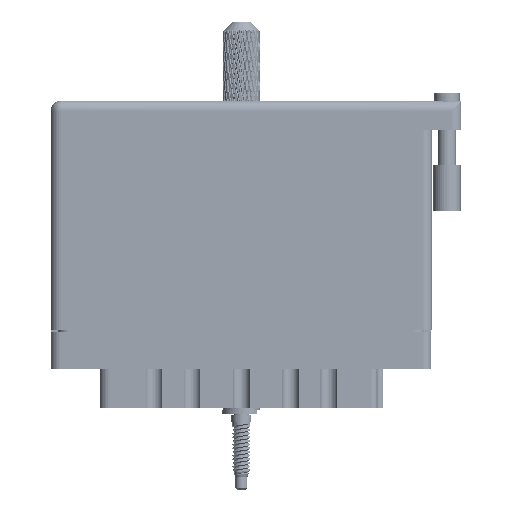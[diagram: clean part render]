
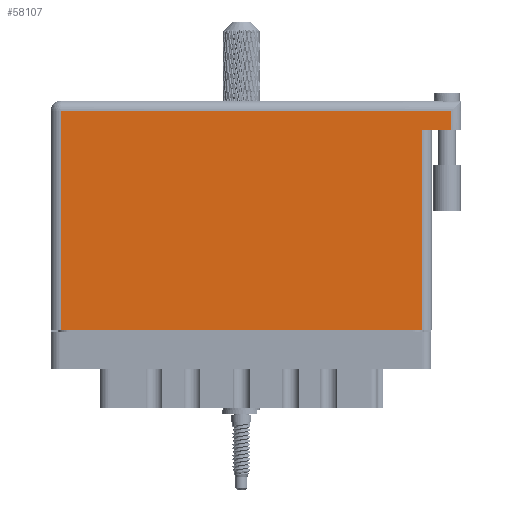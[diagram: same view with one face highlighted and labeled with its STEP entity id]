
A CAD part, front view. The second image highlights one B-rep face of the part: STEP entity #58107.
In plain terms, the highlighted face is planar.
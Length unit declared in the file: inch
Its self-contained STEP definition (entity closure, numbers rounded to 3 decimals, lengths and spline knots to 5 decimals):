
#701 = VECTOR ( 'NONE', #109071, 39.37008 ) ;
#4615 = CARTESIAN_POINT ( 'NONE',  ( 2.73, 1.496, 0. ) ) ;
#7274 = CARTESIAN_POINT ( 'NONE',  ( 2.53, 1.369, 0. ) ) ;
#10419 = EDGE_CURVE ( 'NONE', #20190, #47612, #45504, .T. ) ;
#10573 = DIRECTION ( 'NONE',  ( -1., 0., 0. ) ) ;
#10800 = LINE ( 'NONE', #72958, #701 ) ;
#13514 = VERTEX_POINT ( 'NONE', #4615 ) ;
#14580 = VERTEX_POINT ( 'NONE', #70893 ) ;
#17976 = EDGE_CURVE ( 'NONE', #13514, #14580, #98981, .T. ) ;
#20190 = VERTEX_POINT ( 'NONE', #73558 ) ;
#21790 = VECTOR ( 'NONE', #110608, 39.37008 ) ;
#21931 = LINE ( 'NONE', #37151, #21790 ) ;
#24590 = VERTEX_POINT ( 'NONE', #7274 ) ;
#27290 = PLANE ( 'NONE',  #98910 ) ;
#27757 = VECTOR ( 'NONE', #88724, 39.37008 ) ;
#32072 = LINE ( 'NONE', #34130, #27757 ) ;
#34130 = CARTESIAN_POINT ( 'NONE',  ( 2.8, 1.369, 0. ) ) ;
#36949 = DIRECTION ( 'NONE',  ( -1., 0., 0. ) ) ;
#37151 = CARTESIAN_POINT ( 'NONE',  ( 2.53, 1.369, 0. ) ) ;
#38133 = FACE_OUTER_BOUND ( 'NONE', #45116, .T. ) ;
#38732 = ORIENTED_EDGE ( 'NONE', *, *, #91739, .F. ) ;
#39846 = VECTOR ( 'NONE', #101037, 39.37008 ) ;
#44589 = EDGE_CURVE ( 'NONE', #45059, #13514, #10800, .T. ) ;
#45059 = VERTEX_POINT ( 'NONE', #94215 ) ;
#45116 = EDGE_LOOP ( 'NONE', ( #53804, #96813, #38732, #103567, #80588, #116570 ) ) ;
#45504 = LINE ( 'NONE', #119093, #39846 ) ;
#45767 = CARTESIAN_POINT ( 'NONE',  ( 2.53, 0., 0. ) ) ;
#47591 = CARTESIAN_POINT ( 'NONE',  ( 0.07, 0., 0. ) ) ;
#47612 = VERTEX_POINT ( 'NONE', #45767 ) ;
#53804 = ORIENTED_EDGE ( 'NONE', *, *, #10419, .T. ) ;
#58107 = ADVANCED_FACE ( 'NONE', ( #38133 ), #27290, .F. ) ;
#59605 = VECTOR ( 'NONE', #92573, 39.37008 ) ;
#64269 = CARTESIAN_POINT ( 'NONE',  ( 0., 1.566, 0. ) ) ;
#68815 = VECTOR ( 'NONE', #10573, 39.37008 ) ;
#70893 = CARTESIAN_POINT ( 'NONE',  ( 0.07, 1.496, 0. ) ) ;
#72958 = CARTESIAN_POINT ( 'NONE',  ( 2.73, 1.566, 0. ) ) ;
#73558 = CARTESIAN_POINT ( 'NONE',  ( 0.07, 0., 0. ) ) ;
#80588 = ORIENTED_EDGE ( 'NONE', *, *, #17976, .T. ) ;
#82751 = DIRECTION ( 'NONE',  ( 0., 0., -1. ) ) ;
#85895 = EDGE_CURVE ( 'NONE', #14580, #20190, #89798, .T. ) ;
#88724 = DIRECTION ( 'NONE',  ( -1., 0., 0. ) ) ;
#89798 = LINE ( 'NONE', #47591, #59605 ) ;
#91739 = EDGE_CURVE ( 'NONE', #45059, #24590, #32072, .T. ) ;
#92573 = DIRECTION ( 'NONE',  ( 0., -1., 0. ) ) ;
#94215 = CARTESIAN_POINT ( 'NONE',  ( 2.73, 1.369, 0. ) ) ;
#96813 = ORIENTED_EDGE ( 'NONE', *, *, #111423, .T. ) ;
#98910 = AXIS2_PLACEMENT_3D ( 'NONE', #64269, #82751, #36949 ) ;
#98981 = LINE ( 'NONE', #103309, #68815 ) ;
#101037 = DIRECTION ( 'NONE',  ( 1., 0., 0. ) ) ;
#103309 = CARTESIAN_POINT ( 'NONE',  ( 0., 1.496, 0. ) ) ;
#103567 = ORIENTED_EDGE ( 'NONE', *, *, #44589, .T. ) ;
#109071 = DIRECTION ( 'NONE',  ( 0., 1., 0. ) ) ;
#110608 = DIRECTION ( 'NONE',  ( 0., 1., 0. ) ) ;
#111423 = EDGE_CURVE ( 'NONE', #47612, #24590, #21931, .T. ) ;
#116570 = ORIENTED_EDGE ( 'NONE', *, *, #85895, .T. ) ;
#119093 = CARTESIAN_POINT ( 'NONE',  ( 0., 0., 0. ) ) ;
